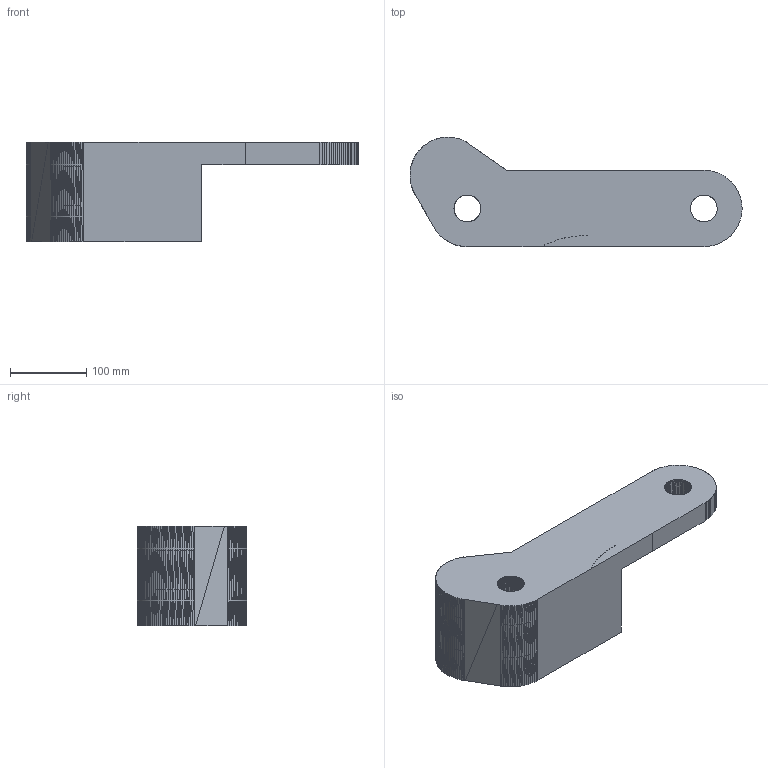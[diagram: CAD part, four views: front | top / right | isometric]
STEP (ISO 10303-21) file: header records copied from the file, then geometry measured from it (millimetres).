
FILE_DESCRIPTION(/* description */ (''),/* implementation_level */ '2;1');
FILE_NAME(/* name */ 'Extruder_Clamp_Sping v7.stp',/* time_stamp */ '2017-06-05T07:49:24-03:00',/* author */ (''),/* organization */ (''),/* preprocessor_version */ 'ST-DEVELOPER v16.13',/* originating_system */ 'Autodesk Translation Framework v6.1.1.50',/* authorisation */ '');
FILE_SCHEMA (('AUTOMOTIVE_DESIGN { 1 0 10303 214 3 1 1 }'));
Length unit declared in the file: millimetre
Products named in the file (1): Extruder_Clamp_Sping_Block v7
Bounding box: 434.97 x 143.3 x 130 mm (x, y, z)
Volume: 2976925 mm3; surface area: 224202.3 mm2
Topology: 1 solids, 1 shells, 1230 faces, 2747 edges, 1536 vertices
Faces by surface type: plane 1222, cylinder 5, cone 3
Full cylindrical faces by diameter (mm): 31 x2, 70 x1, 84 x1
Entity records: 33237 total; most frequent: CARTESIAN_POINT 5729, ORIENTED_EDGE 5702, DIRECTION 5373, EDGE_CURVE 2851, LINE 2791, VECTOR 2791, VERTEX_POINT 1647, AXIS2_PLACEMENT_3D 1291
